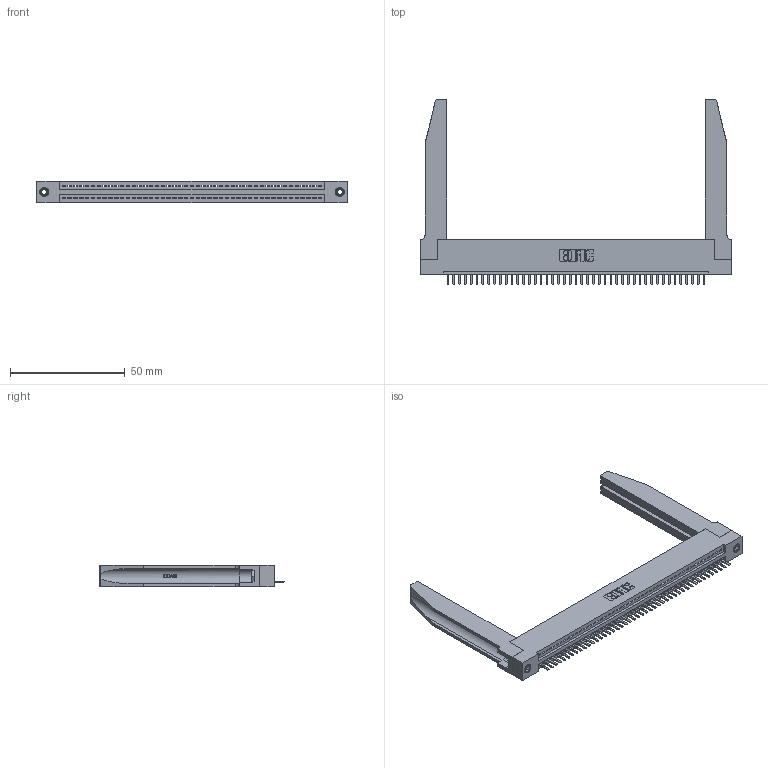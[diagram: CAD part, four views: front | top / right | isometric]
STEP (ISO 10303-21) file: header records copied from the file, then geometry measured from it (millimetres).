
FILE_DESCRIPTION (( 'STEP AP203' ), '1' );
FILE_NAME ('345-045-520-178.STEP', '2019-10-08T20:28:45', ( '' ), ( '' ), 'SwSTEP 2.0', 'SolidWorks 2016', '' );
FILE_SCHEMA (( 'CONFIG_CONTROL_DESIGN' ));
Length unit declared in the file: inch
Products named in the file (5): 345-220-078_345-220-078; 345 Part_Flush Mounting Lugs - 0.156 Dia-TH; 345-045-520-178; 345-292-001_345-293-120; 345-250-001_345-250-001-102
Assembly tree (50 placements, depth 2):
  345-045-520-178
    345 Part_Flush Mounting Lugs - 0.156 Dia-TH
    345-292-001_345-293-120  x45
    345-250-001_345-250-001-102  x2
    345-220-078_345-220-078  x2
Bounding box: 135.53 x 80.64 x 9.4 mm (x, y, z)
Volume: 20538.8 mm3; surface area: 23430.8 mm2
Topology: 50 solids, 50 shells, 3150 faces, 9229 edges, 6022 vertices
Faces by surface type: plane 2112, cylinder 986, bspline 36, cone 12, torus 4
Entity records: 38318 total; most frequent: CARTESIAN_POINT 7546, ORIENTED_EDGE 6410, DIRECTION 5581, EDGE_CURVE 3205, LINE 2795, VECTOR 2795, VERTEX_POINT 2128, AXIS2_PLACEMENT_3D 1393
